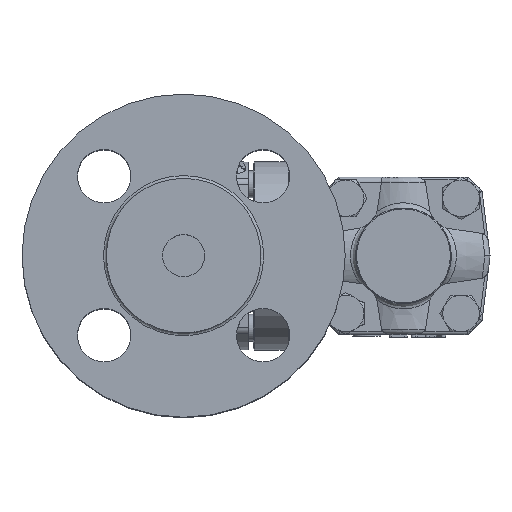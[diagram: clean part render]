
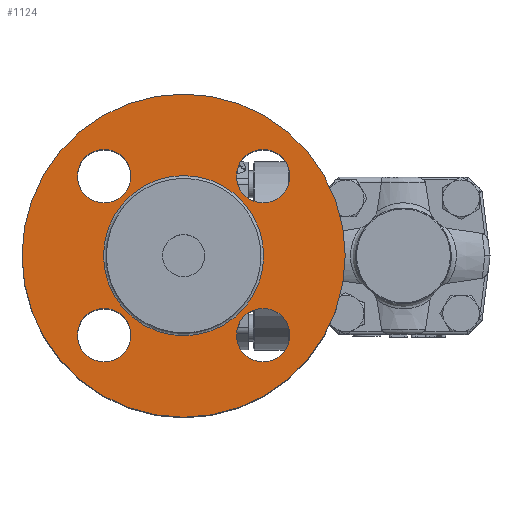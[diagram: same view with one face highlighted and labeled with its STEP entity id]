
A CAD part, top view. The second image highlights one B-rep face of the part: STEP entity #1124.
In plain terms, the highlighted planar face has unit normal (0, 0, 1).
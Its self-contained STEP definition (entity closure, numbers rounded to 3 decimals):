
#978=CARTESIAN_POINT('',(-20.7,0.0,55.5));
#979=VERTEX_POINT('',#978);
#980=CARTESIAN_POINT('',(-78.2,0.0,55.5));
#981=DIRECTION('',(0.,0.0,1.0));
#982=DIRECTION('',(1.0,0.0,0.));
#983=AXIS2_PLACEMENT_3D('',#980,#981,#982);
#984=CIRCLE('',#983,57.5);
#985=EDGE_CURVE('',#979,#979,#984,.T.);
#1046=CARTESIAN_POINT('',(-49.7,0.,55.5));
#1047=VERTEX_POINT('',#1046);
#1048=CARTESIAN_POINT('',(-78.2,0.0,55.5));
#1049=DIRECTION('',(0.,0.,1.0));
#1050=DIRECTION('',(-1.0,0.,0.));
#1051=AXIS2_PLACEMENT_3D('',#1048,#1049,#1050);
#1052=CIRCLE('',#1051,28.5);
#1053=EDGE_CURVE('',#1047,#1047,#1052,.T.);
#1069=CARTESIAN_POINT('',(-35.7,0.0,55.5));
#1070=DIRECTION('',(0.,0.0,1.0));
#1071=DIRECTION('',(1.0,0.0,0.));
#1072=AXIS2_PLACEMENT_3D('',#1069,#1070,#1071);
#1073=PLANE('',#1072);
#1074=ORIENTED_EDGE('',*,*,#985,.T.);
#1075=EDGE_LOOP('',(#1074));
#1076=FACE_OUTER_BOUND('',#1075,.T.);
#1077=CARTESIAN_POINT('',(-40.416,28.284,55.5));
#1078=VERTEX_POINT('',#1077);
#1079=CARTESIAN_POINT('',(-49.916,28.284,55.5));
#1080=DIRECTION('',(0.,0.0,-1.0));
#1081=DIRECTION('',(1.0,0.0,0.));
#1082=AXIS2_PLACEMENT_3D('',#1079,#1080,#1081);
#1083=CIRCLE('',#1082,9.5);
#1084=EDGE_CURVE('',#1078,#1078,#1083,.T.);
#1085=ORIENTED_EDGE('',*,*,#1084,.T.);
#1086=EDGE_LOOP('',(#1085));
#1087=FACE_BOUND('',#1086,.T.);
#1088=CARTESIAN_POINT('',(-106.484,37.784,55.5));
#1089=VERTEX_POINT('',#1088);
#1090=CARTESIAN_POINT('',(-106.484,28.284,55.5));
#1091=DIRECTION('',(0.,0.0,-1.0));
#1092=DIRECTION('',(0.0,1.0,0.0));
#1093=AXIS2_PLACEMENT_3D('',#1090,#1091,#1092);
#1094=CIRCLE('',#1093,9.5);
#1095=EDGE_CURVE('',#1089,#1089,#1094,.T.);
#1096=ORIENTED_EDGE('',*,*,#1095,.T.);
#1097=EDGE_LOOP('',(#1096));
#1098=FACE_BOUND('',#1097,.T.);
#1099=CARTESIAN_POINT('',(-115.984,-28.284,55.5));
#1100=VERTEX_POINT('',#1099);
#1101=CARTESIAN_POINT('',(-106.484,-28.284,55.5));
#1102=DIRECTION('',(0.,0.,-1.0));
#1103=DIRECTION('',(-1.0,0.,0.));
#1104=AXIS2_PLACEMENT_3D('',#1101,#1102,#1103);
#1105=CIRCLE('',#1104,9.5);
#1106=EDGE_CURVE('',#1100,#1100,#1105,.T.);
#1107=ORIENTED_EDGE('',*,*,#1106,.T.);
#1108=EDGE_LOOP('',(#1107));
#1109=FACE_BOUND('',#1108,.T.);
#1110=CARTESIAN_POINT('',(-49.916,-37.784,55.5));
#1111=VERTEX_POINT('',#1110);
#1112=CARTESIAN_POINT('',(-49.916,-28.284,55.5));
#1113=DIRECTION('',(0.,0.0,-1.0));
#1114=DIRECTION('',(0.0,-1.0,0.0));
#1115=AXIS2_PLACEMENT_3D('',#1112,#1113,#1114);
#1116=CIRCLE('',#1115,9.5);
#1117=EDGE_CURVE('',#1111,#1111,#1116,.T.);
#1118=ORIENTED_EDGE('',*,*,#1117,.T.);
#1119=EDGE_LOOP('',(#1118));
#1120=FACE_BOUND('',#1119,.T.);
#1121=ORIENTED_EDGE('',*,*,#1053,.F.);
#1122=EDGE_LOOP('',(#1121));
#1123=FACE_BOUND('',#1122,.T.);
#1124=ADVANCED_FACE('',(#1076,#1087,#1098,#1109,#1120,#1123),#1073,.T.);
